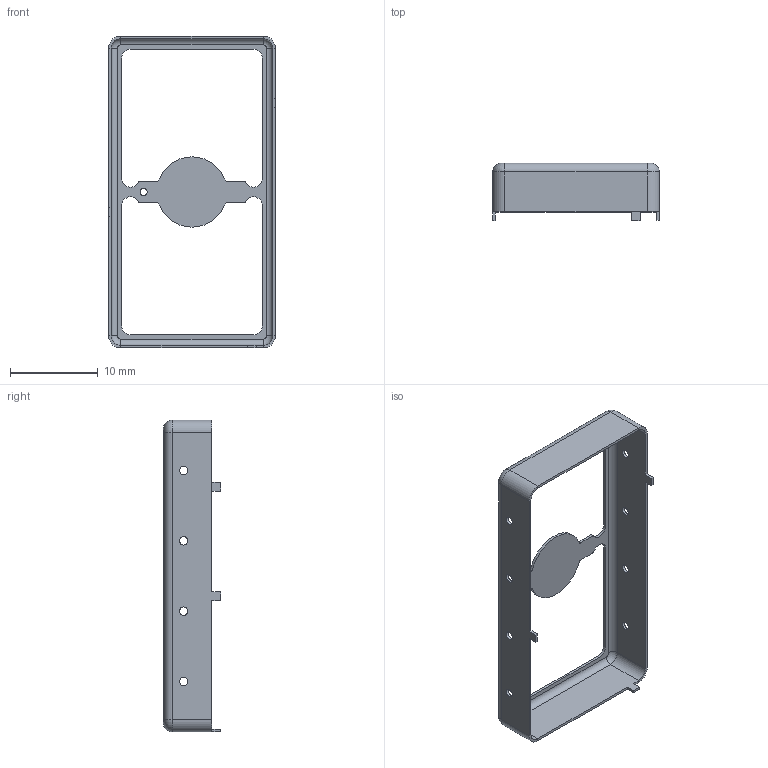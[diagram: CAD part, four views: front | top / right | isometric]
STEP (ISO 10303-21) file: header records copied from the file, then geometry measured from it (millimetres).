
FILE_DESCRIPTION (( 'STEP AP203' ), '1' );
FILE_NAME ('MS355-10F.step', '2020-11-12T13:31:21', ( '' ), ( '' ), 'SwSTEP 2.0', 'SolidWorks 2018', '' );
FILE_SCHEMA (( 'CONFIG_CONTROL_DESIGN' ));
Length unit declared in the file: millimetre
Products named in the file (1): MS355-10F
Bounding box: 19 x 6.5 x 35.5 mm (x, y, z)
Volume: 218.2 mm3; surface area: 1534.9 mm2
Topology: 1 solids, 1 shells, 103 faces, 271 edges, 170 vertices
Faces by surface type: cylinder 55, plane 40, torus 8
Entity records: 3308 total; most frequent: DIRECTION 597, CARTESIAN_POINT 545, ORIENTED_EDGE 542, EDGE_CURVE 271, AXIS2_PLACEMENT_3D 222, VERTEX_POINT 170, LINE 153, VECTOR 153
